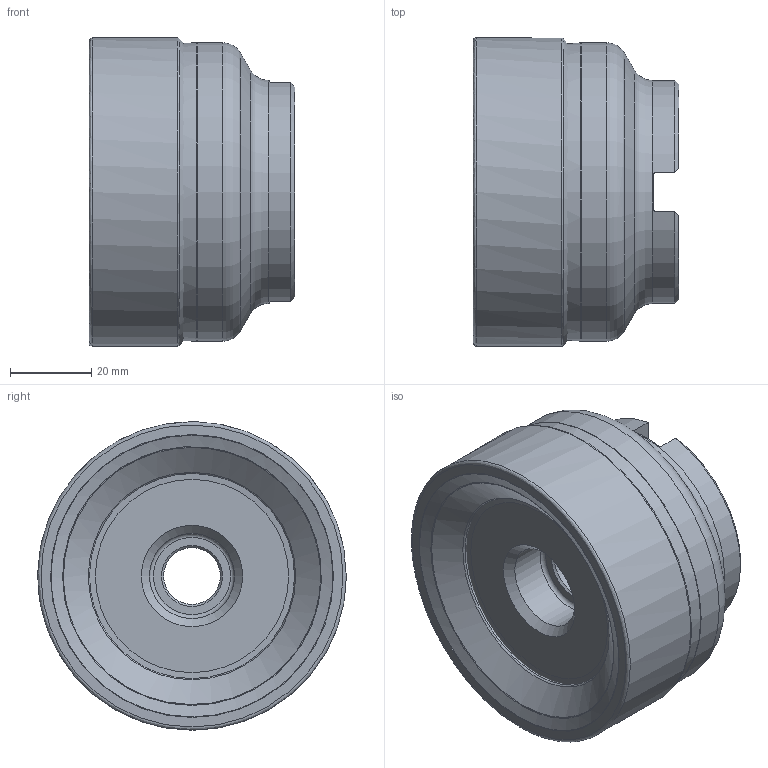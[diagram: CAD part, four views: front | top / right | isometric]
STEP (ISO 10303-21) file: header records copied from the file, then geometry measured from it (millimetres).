
FILE_DESCRIPTION(/* description */ (''),/* implementation_level */ '2;1');
FILE_NAME(/* name */ 'empx-3.00''''-a1.00''''-ap22-05c.stp',/* time_stamp */ '2024-09-02T14:49:28+08:00',/* author */ (''),/* organization */ (''),/* preprocessor_version */ 'ST-DEVELOPER v19.4',/* originating_system */ 'SIEMENS PLM Software NX2306.8900',/* authorisation */ '');
FILE_SCHEMA (('AUTOMOTIVE_DESIGN { 1 0 10303 214 3 1 1 1 }'));
Length unit declared in the file: millimetre
Products named in the file (1): empx-3.00''-a1.00''-ap22-05c_objects
Bounding box: 50.8 x 76.1 x 76.1 mm (x, y, z)
Volume: 148481.2 mm3; surface area: 35267.4 mm2
Topology: 1 solids, 2 shells, 71 faces, 179 edges, 113 vertices
Faces by surface type: plane 19, revolution 18, cone 12, torus 12, cylinder 10
Full cylindrical faces by diameter (mm): 14 x1, 21 x1, 25.4 x1, 27.4 x1, 55 x1, 73.6 x1
Entity records: 1942 total; most frequent: CARTESIAN_POINT 546, DIRECTION 272, ORIENTED_EDGE 220, EDGE_LOOP 118, AXIS2_PLACEMENT_3D 113, EDGE_CURVE 110, FACE_BOUND 94, VERTEX_POINT 86
